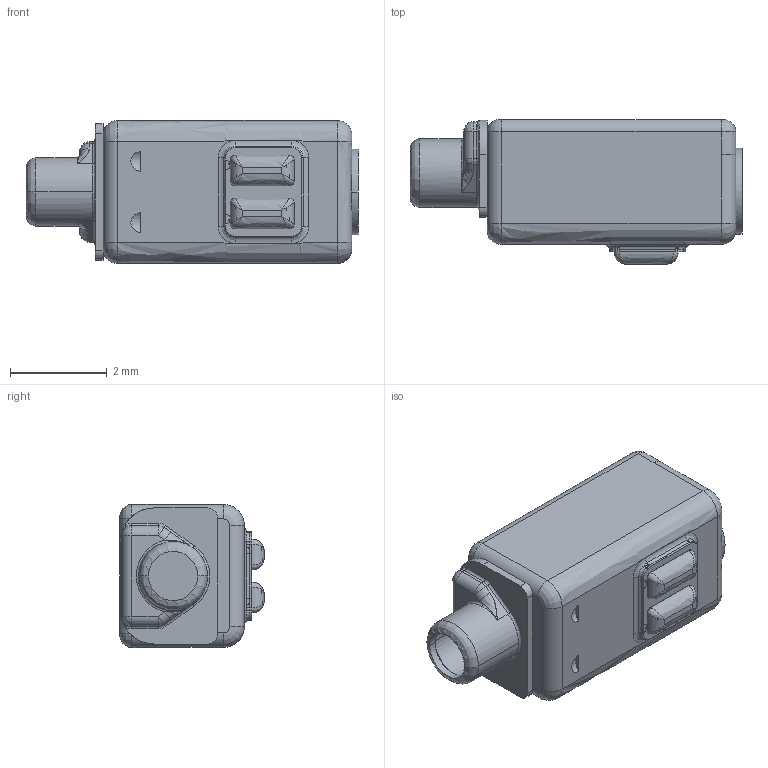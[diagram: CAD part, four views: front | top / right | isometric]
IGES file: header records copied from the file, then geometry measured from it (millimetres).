
Start section:  PTC IGES file: raf-32873-000-.igs
Global section: file name: raf-32873-000-.igs; native system: Creo Parametric by Parametric Technology Corporation; preprocessor: 2012480; author: SSun; organization: Unknown; date: 20151022.083441; units: inch
Bounding box: 6.87 x 2.99 x 2.96 mm (x, y, z)
Surface area: 158.7 mm2 (no closed solid volume)
Topology: 0 solids, 0 shells, 320 faces, 1510 edges, 1508 vertices
Faces by surface type: revolution 198, bspline 122
